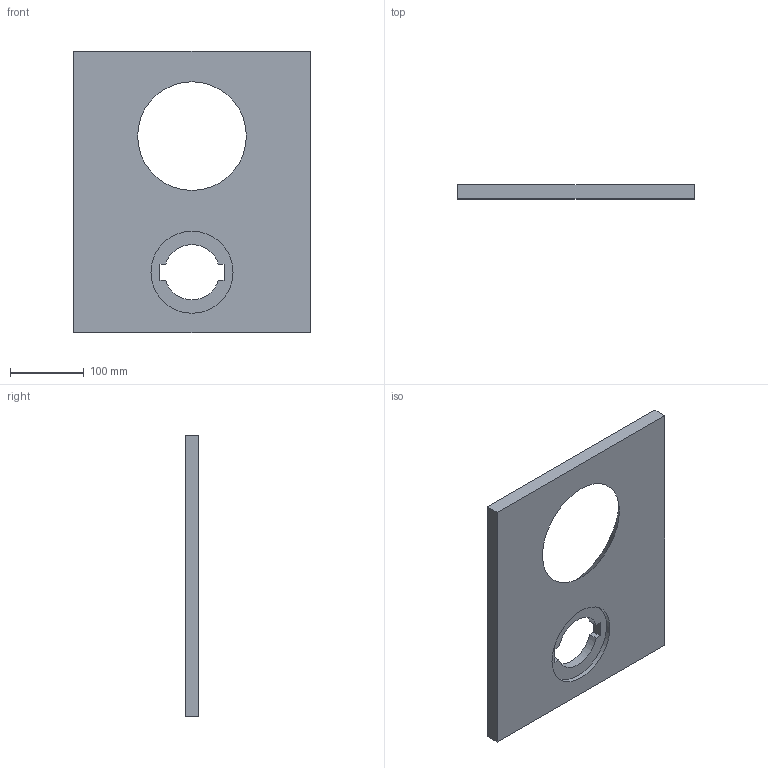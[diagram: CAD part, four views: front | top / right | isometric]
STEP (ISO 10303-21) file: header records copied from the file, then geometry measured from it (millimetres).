
FILE_DESCRIPTION(/* description */ (''),/* implementation_level */ '2;1');
FILE_NAME(/* name */ 'mid_front_int.stp',/* time_stamp */ '2023-05-13T13:07:56+03:00',/* author */ (''),/* organization */ (''),/* preprocessor_version */ 'ST-DEVELOPER v19.3',/* originating_system */ 'SIEMENS PLM Software NX2212.5000',/* authorisation */ '');
FILE_SCHEMA (('AUTOMOTIVE_DESIGN { 1 0 10303 214 3 1 1 1 }'));
Length unit declared in the file: millimetre
Products named in the file (1): mid_front_int
Bounding box: 322 x 19 x 382 mm (x, y, z)
Volume: 1798805.4 mm3; surface area: 238842.8 mm2
Topology: 1 solids, 1 shells, 17 faces, 42 edges, 28 vertices
Faces by surface type: plane 13, cylinder 3, cone 1
Full cylindrical faces by diameter (mm): 111.5 x1
Entity records: 526 total; most frequent: CARTESIAN_POINT 86, DIRECTION 84, ORIENTED_EDGE 80, EDGE_CURVE 40, LINE 32, VECTOR 32, VERTEX_POINT 28, AXIS2_PLACEMENT_3D 26
